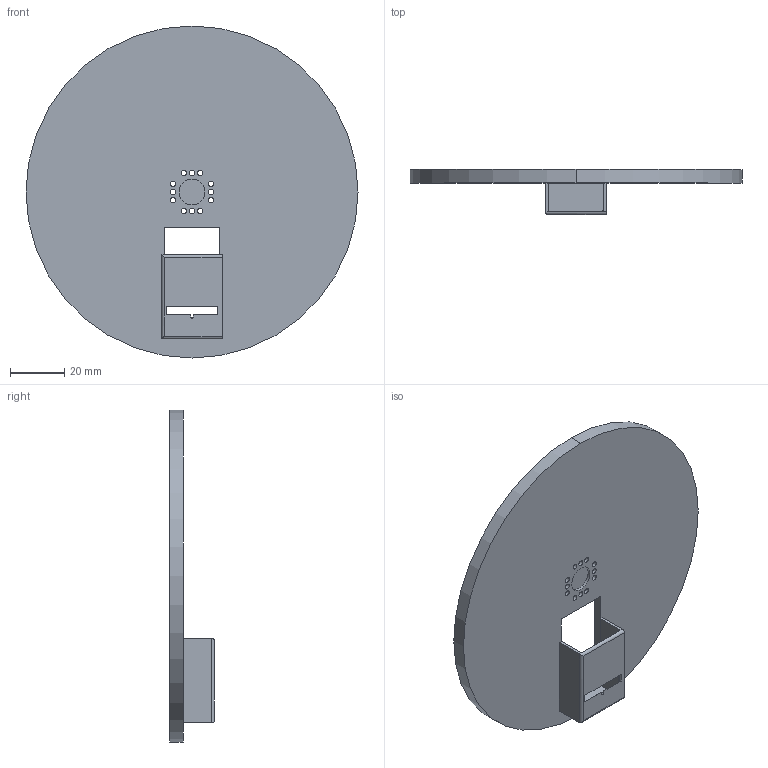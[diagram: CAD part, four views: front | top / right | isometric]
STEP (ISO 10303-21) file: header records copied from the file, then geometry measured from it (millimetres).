
FILE_DESCRIPTION (( 'STEP AP214' ), '1' );
FILE_NAME ('base_plate.STEP', '2026-01-08T15:28:34', ( '' ), ( '' ), 'SwSTEP 2.0', 'SolidWorks 2025', '' );
FILE_SCHEMA (( 'AUTOMOTIVE_DESIGN' ));
Length unit declared in the file: millimetre
Products named in the file (1): base_plate
Bounding box: 122 x 16.5 x 122 mm (x, y, z)
Volume: 55103.1 mm3; surface area: 27748.4 mm2
Topology: 2 solids, 2 shells, 83 faces, 214 edges, 138 vertices
Faces by surface type: cylinder 40, plane 35, cone 8
Entity records: 2640 total; most frequent: DIRECTION 466, CARTESIAN_POINT 458, ORIENTED_EDGE 428, EDGE_CURVE 214, AXIS2_PLACEMENT_3D 174, VERTEX_POINT 138, VECTOR 118, LINE 118
